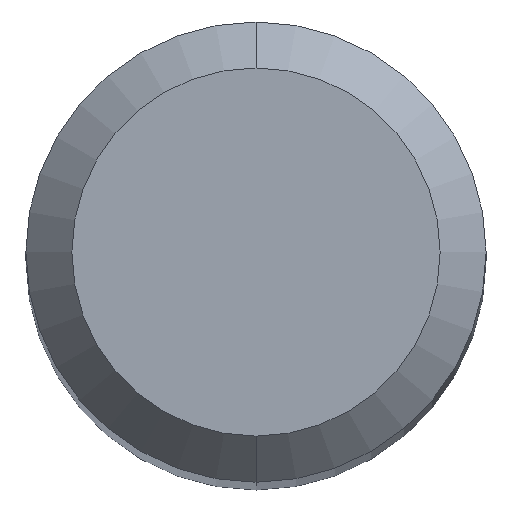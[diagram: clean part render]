
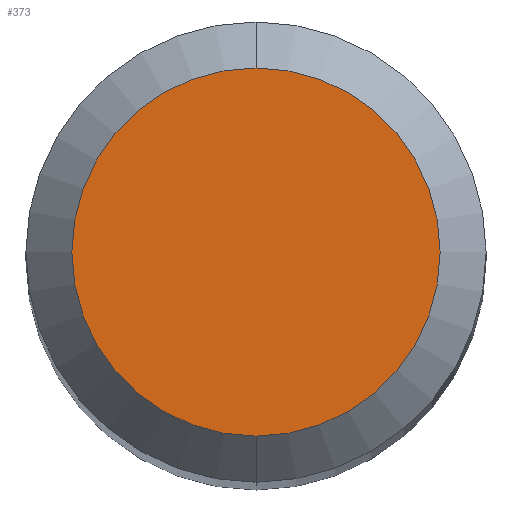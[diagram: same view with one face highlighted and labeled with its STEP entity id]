
A CAD part, top view. The second image highlights one B-rep face of the part: STEP entity #373.
In plain terms, the highlighted planar face has unit normal (0, 0, 1).
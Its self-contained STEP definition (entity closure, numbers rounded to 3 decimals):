
#177=VERTEX_POINT('',#484);
#219=EDGE_CURVE('',#401,#177,#533,.T.);
#367=EDGE_CURVE('',#177,#401,#694,.T.);
#373=ADVANCED_FACE('',(#700),#701,.T.);
#401=VERTEX_POINT('',#731);
#484=CARTESIAN_POINT('',(0.0,1.2,0.0));
#533=CIRCLE('',#895,1.2);
#694=CIRCLE('',#1246,1.2);
#700=FACE_OUTER_BOUND('',#1252,.T.);
#701=PLANE('',#1253);
#731=CARTESIAN_POINT('',(0.,-1.2,0.0));
#895=AXIS2_PLACEMENT_3D('',#1510,#1511,#1512);
#1246=AXIS2_PLACEMENT_3D('',#1691,#1692,#1693);
#1252=EDGE_LOOP('',(#1695,#1696));
#1253=AXIS2_PLACEMENT_3D('',#1697,#1698,#1699);
#1510=CARTESIAN_POINT('',(0.0,0.0,0.0));
#1511=DIRECTION('',(0.0,0.0,-1.0));
#1512=DIRECTION('',(0.0,1.0,0.0));
#1691=CARTESIAN_POINT('',(0.0,0.0,0.0));
#1692=DIRECTION('',(0.0,0.0,-1.0));
#1693=DIRECTION('',(0.0,1.0,0.0));
#1695=ORIENTED_EDGE('',*,*,#367,.F.);
#1696=ORIENTED_EDGE('',*,*,#219,.F.);
#1697=CARTESIAN_POINT('',(0.0,0.6,0.0));
#1698=DIRECTION('',(-0.0,0.0,1.0));
#1699=DIRECTION('',(0.0,-1.0,0.0));
